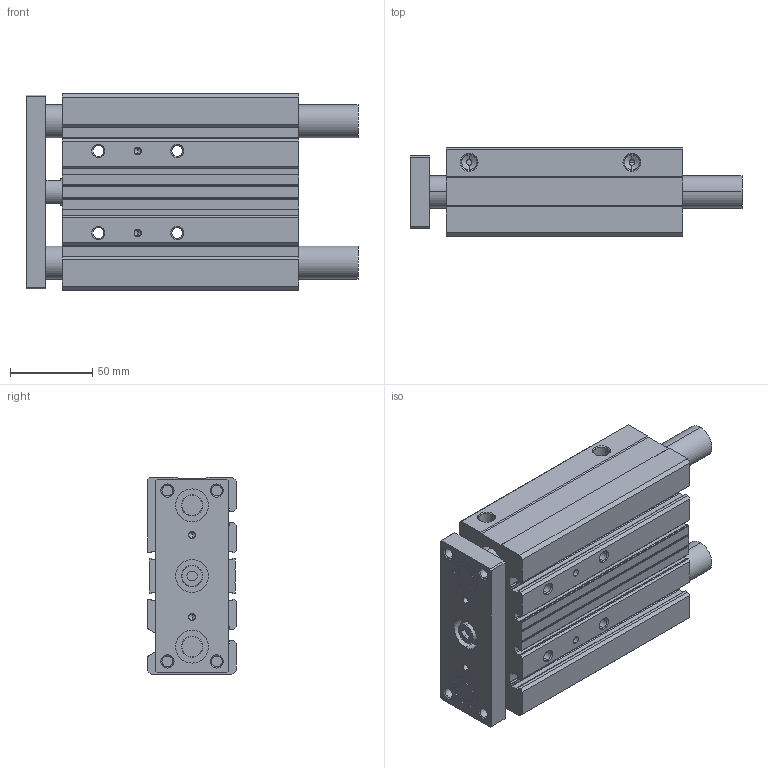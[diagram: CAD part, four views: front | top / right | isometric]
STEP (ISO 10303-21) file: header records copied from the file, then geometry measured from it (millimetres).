
FILE_DESCRIPTION (( 'STEP AP203' ), '1' );
FILE_NAME ('E40M100MD-M.step', '2021-03-08T16:00:44', ( '' ), ( '' ), 'SwSTEP 2.0', 'SolidWorks 2019', '' );
FILE_SCHEMA (( 'CONFIG_CONTROL_DESIGN' ));
Length unit declared in the file: millimetre
Products named in the file (3): E40M100MD-M; E40M100MD-M_BODY; E40M100MD-M_ENDPLATE
Assembly tree (2 placements, depth 2):
  E40M100MD-M
    E40M100MD-M_BODY
    E40M100MD-M_ENDPLATE
Bounding box: 202 x 54 x 120 mm (x, y, z)
Volume: 832575.1 mm3; surface area: 178456.8 mm2
Topology: 5 solids, 5 shells, 427 faces, 1082 edges, 677 vertices
Faces by surface type: cylinder 194, plane 139, cone 94
Entity records: 13245 total; most frequent: DIRECTION 2360, CARTESIAN_POINT 2359, ORIENTED_EDGE 2116, EDGE_CURVE 1058, AXIS2_PLACEMENT_3D 886, VERTEX_POINT 677, VECTOR 588, LINE 588
